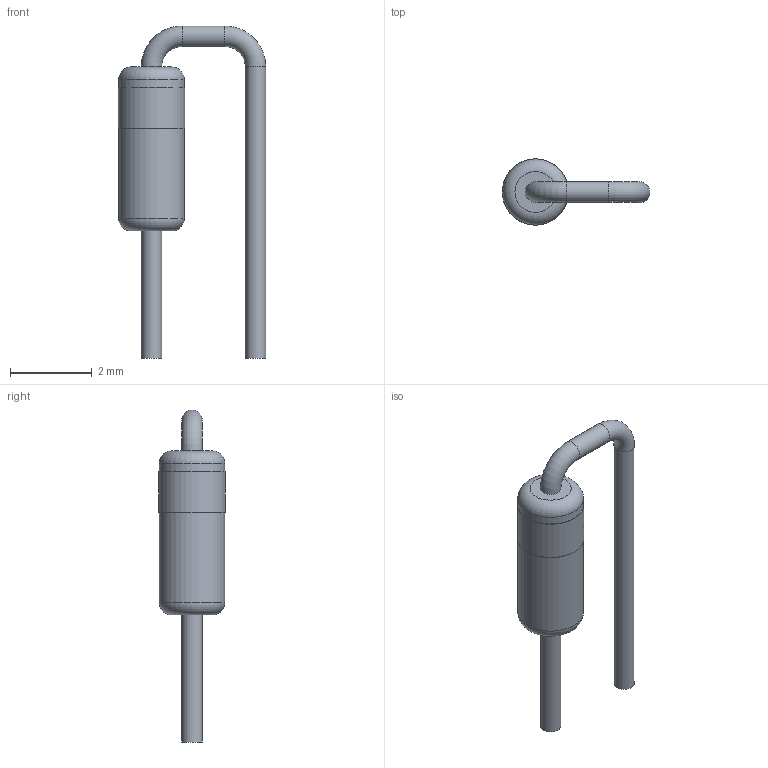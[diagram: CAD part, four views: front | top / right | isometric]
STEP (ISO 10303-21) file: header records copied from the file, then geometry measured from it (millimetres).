
FILE_DESCRIPTION(/* description */ (''),/* implementation_level */ '2;1');
FILE_NAME(/* name */ 'D_Vertical_P2.54mm v4.step',/* time_stamp */ '2025-06-22T15:03:53+10:00',/* author */ (''),/* organization */ (''),/* preprocessor_version */ 'ST-DEVELOPER v20.1',/* originating_system */ 'Autodesk Translation Framework v14.10.0.0',/* authorisation */ '');
FILE_SCHEMA (('AUTOMOTIVE_DESIGN { 1 0 10303 214 3 1 1 }'));
Length unit declared in the file: millimetre
Products named in the file (1): D_Vertical_P2.54mm
Bounding box: 3.6 x 1.62 x 8.1 mm (x, y, z)
Volume: 11.4 mm3; surface area: 61 mm2
Topology: 3 solids, 3 shells, 16 faces, 28 edges, 18 vertices
Faces by surface type: plane 6, cylinder 6, torus 4
Full cylindrical faces by diameter (mm): 0.5 x3, 1.6 x2, 1.62 x1
Entity records: 447 total; most frequent: DIRECTION 84, CARTESIAN_POINT 63, ORIENTED_EDGE 56, AXIS2_PLACEMENT_3D 39, EDGE_CURVE 28, CIRCLE 22, EDGE_LOOP 18, VERTEX_POINT 18
